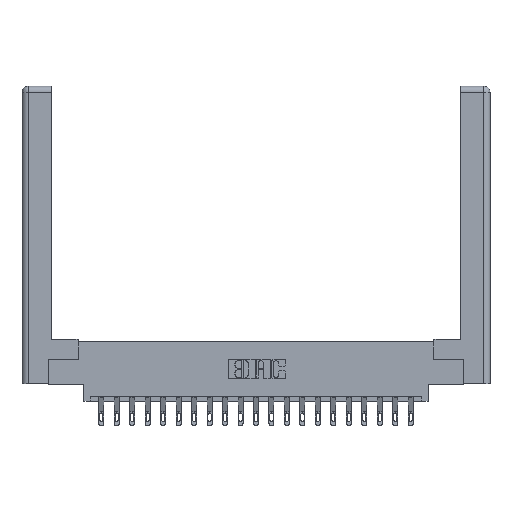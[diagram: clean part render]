
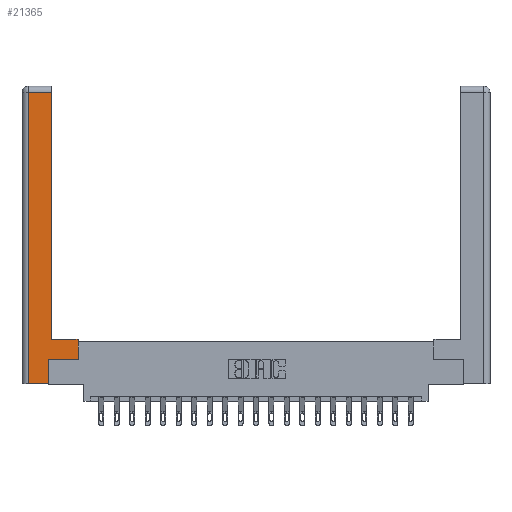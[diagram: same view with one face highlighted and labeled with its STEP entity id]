
A CAD part, top view. The second image highlights one B-rep face of the part: STEP entity #21365.
In plain terms, the highlighted planar face has unit normal (0, 0, 1).
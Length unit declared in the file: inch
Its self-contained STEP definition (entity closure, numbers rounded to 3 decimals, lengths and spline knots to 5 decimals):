
#715 = DIRECTION ( 'NONE',  ( 0., 1., 0. ) ) ;
#834 = LINE ( 'NONE', #10465, #12295 ) ;
#1210 = DIRECTION ( 'NONE',  ( 0., 0., -1. ) ) ;
#1800 = VECTOR ( 'NONE', #3084, 39.37008 ) ;
#2812 = CARTESIAN_POINT ( 'NONE',  ( 0., 0., 0. ) ) ;
#2989 = EDGE_CURVE ( 'NONE', #16171, #17167, #21711, .T. ) ;
#3026 = CARTESIAN_POINT ( 'NONE',  ( 0.565, 0.245, 0. ) ) ;
#3084 = DIRECTION ( 'NONE',  ( 0., -1., 0. ) ) ;
#3927 = VECTOR ( 'NONE', #13454, 39.37008 ) ;
#3949 = LINE ( 'NONE', #11477, #1800 ) ;
#4099 = FACE_OUTER_BOUND ( 'NONE', #5526, .T. ) ;
#4659 = ORIENTED_EDGE ( 'NONE', *, *, #14045, .T. ) ;
#4684 = ORIENTED_EDGE ( 'NONE', *, *, #2989, .T. ) ;
#5217 = LINE ( 'NONE', #17678, #21222 ) ;
#5526 = EDGE_LOOP ( 'NONE', ( #8252, #4659, #18508, #4684, #9794, #16120, #9110, #11405 ) ) ;
#5687 = VECTOR ( 'NONE', #715, 39.37008 ) ;
#6461 = CARTESIAN_POINT ( 'NONE',  ( 0.265, 0.245, 0. ) ) ;
#7596 = CARTESIAN_POINT ( 'NONE',  ( 0.565, 0.245, 0. ) ) ;
#8252 = ORIENTED_EDGE ( 'NONE', *, *, #21086, .T. ) ;
#8386 = DIRECTION ( 'NONE',  ( 1., 0., 0. ) ) ;
#9110 = ORIENTED_EDGE ( 'NONE', *, *, #16742, .T. ) ;
#9496 = VERTEX_POINT ( 'NONE', #14202 ) ;
#9533 = EDGE_CURVE ( 'NONE', #15884, #14094, #5217, .T. ) ;
#9794 = ORIENTED_EDGE ( 'NONE', *, *, #10493, .T. ) ;
#9877 = DIRECTION ( 'NONE',  ( 1., 0., 0. ) ) ;
#9904 = LINE ( 'NONE', #6461, #13612 ) ;
#10039 = DIRECTION ( 'NONE',  ( 0., 1., 0. ) ) ;
#10465 = CARTESIAN_POINT ( 'NONE',  ( 0.565, 0.45, 0. ) ) ;
#10493 = EDGE_CURVE ( 'NONE', #17167, #12170, #9904, .T. ) ;
#10929 = VERTEX_POINT ( 'NONE', #19209 ) ;
#11131 = CARTESIAN_POINT ( 'NONE',  ( 0.265, 0., 0. ) ) ;
#11405 = ORIENTED_EDGE ( 'NONE', *, *, #9533, .T. ) ;
#11433 = PLANE ( 'NONE',  #17431 ) ;
#11477 = CARTESIAN_POINT ( 'NONE',  ( 0.0615, 0., 0. ) ) ;
#11481 = CARTESIAN_POINT ( 'NONE',  ( 0.265, 0.245, 0. ) ) ;
#11545 = VECTOR ( 'NONE', #8386, 39.37008 ) ;
#12170 = VERTEX_POINT ( 'NONE', #11481 ) ;
#12295 = VECTOR ( 'NONE', #12323, 39.37008 ) ;
#12323 = DIRECTION ( 'NONE',  ( 0., 1., 0. ) ) ;
#12496 = CARTESIAN_POINT ( 'NONE',  ( 0.295, 3., 0. ) ) ;
#12720 = LINE ( 'NONE', #16967, #3927 ) ;
#13186 = CARTESIAN_POINT ( 'NONE',  ( 0.0615, 0., 0. ) ) ;
#13293 = DIRECTION ( 'NONE',  ( -1., 0., 0. ) ) ;
#13454 = DIRECTION ( 'NONE',  ( -1., 0., 0. ) ) ;
#13493 = EDGE_CURVE ( 'NONE', #9496, #16171, #3949, .T. ) ;
#13612 = VECTOR ( 'NONE', #10039, 39.37008 ) ;
#14045 = EDGE_CURVE ( 'NONE', #10929, #9496, #12720, .T. ) ;
#14094 = VERTEX_POINT ( 'NONE', #18187 ) ;
#14202 = CARTESIAN_POINT ( 'NONE',  ( 0.0615, 2.94, 0. ) ) ;
#14361 = DIRECTION ( 'NONE',  ( -1., 0., 0. ) ) ;
#15164 = CARTESIAN_POINT ( 'NONE',  ( 0.265, 0., 0. ) ) ;
#15884 = VERTEX_POINT ( 'NONE', #22047 ) ;
#16120 = ORIENTED_EDGE ( 'NONE', *, *, #19493, .T. ) ;
#16171 = VERTEX_POINT ( 'NONE', #13186 ) ;
#16742 = EDGE_CURVE ( 'NONE', #18303, #15884, #834, .T. ) ;
#16967 = CARTESIAN_POINT ( 'NONE',  ( 0.0615, 2.94, 0. ) ) ;
#17167 = VERTEX_POINT ( 'NONE', #11131 ) ;
#17431 = AXIS2_PLACEMENT_3D ( 'NONE', #2812, #1210, #13293 ) ;
#17678 = CARTESIAN_POINT ( 'NONE',  ( 0.295, 0.45, 0. ) ) ;
#18187 = CARTESIAN_POINT ( 'NONE',  ( 0.295, 0.45, 0. ) ) ;
#18245 = LINE ( 'NONE', #3026, #18791 ) ;
#18303 = VERTEX_POINT ( 'NONE', #7596 ) ;
#18508 = ORIENTED_EDGE ( 'NONE', *, *, #13493, .T. ) ;
#18791 = VECTOR ( 'NONE', #9877, 39.37008 ) ;
#19209 = CARTESIAN_POINT ( 'NONE',  ( 0.295, 2.94, 0. ) ) ;
#19493 = EDGE_CURVE ( 'NONE', #12170, #18303, #18245, .T. ) ;
#19811 = LINE ( 'NONE', #12496, #5687 ) ;
#21086 = EDGE_CURVE ( 'NONE', #14094, #10929, #19811, .T. ) ;
#21222 = VECTOR ( 'NONE', #14361, 39.37008 ) ;
#21365 = ADVANCED_FACE ( 'NONE', ( #4099 ), #11433, .F. ) ;
#21711 = LINE ( 'NONE', #15164, #11545 ) ;
#22047 = CARTESIAN_POINT ( 'NONE',  ( 0.565, 0.45, 0. ) ) ;
